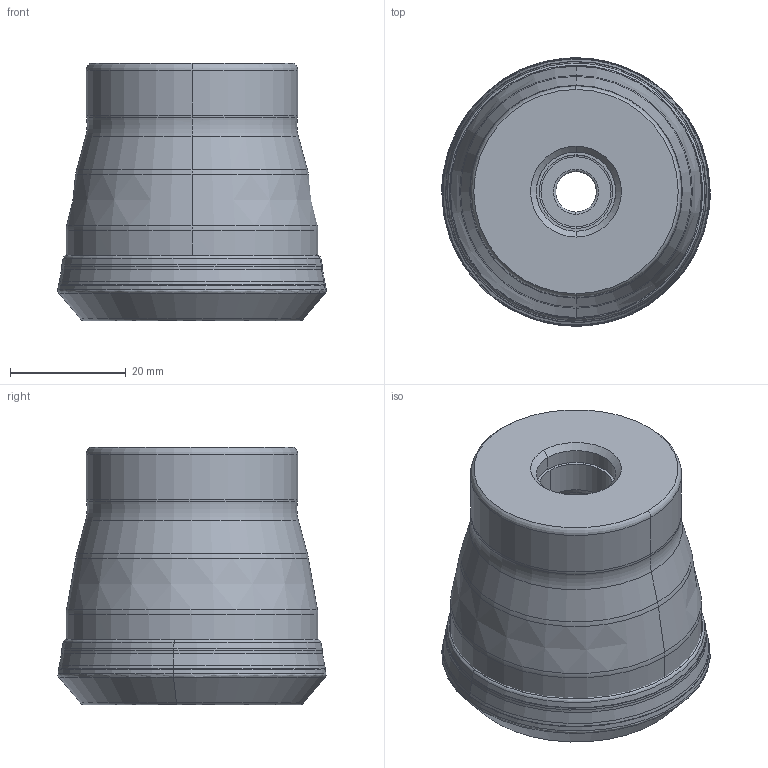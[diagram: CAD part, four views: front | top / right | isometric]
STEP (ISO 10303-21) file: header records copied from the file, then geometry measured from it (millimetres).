
FILE_DESCRIPTION(/* description */ (''),/* implementation_level */ '2;1');
FILE_NAME(/* name */ 'AHX440SUR1503SA_IR0_031.stp',/* time_stamp */ '2023-03-10T09:59:52+09:00',/* author */ (''),/* organization */ (''),/* preprocessor_version */ 'ST-DEVELOPER v16',/* originating_system */ 'SIEMENS PLM Software NX 10.0',/* authorisation */ '');
FILE_SCHEMA (('AUTOMOTIVE_DESIGN { 1 0 10303 214 3 1 1 1 }'));
Length unit declared in the file: millimetre
Products named in the file (1): AHX440SUR1503SA_IR0_031_ASM
Bounding box: 46.4 x 46.34 x 44.45 mm (x, y, z)
Volume: 64699.1 mm3; surface area: 13622.1 mm2
Topology: 2 solids, 2 shells, 199 faces, 524 edges, 399 vertices
Faces by surface type: torus 74, bspline 40, revolution 36, cone 28, cylinder 14, plane 7
Entity records: 7931 total; most frequent: CARTESIAN_POINT 2748, DIRECTION 1186, ORIENTED_EDGE 916, AXIS2_PLACEMENT_3D 551, EDGE_CURVE 458, CIRCLE 420, VERTEX_POINT 266, EDGE_LOOP 206
